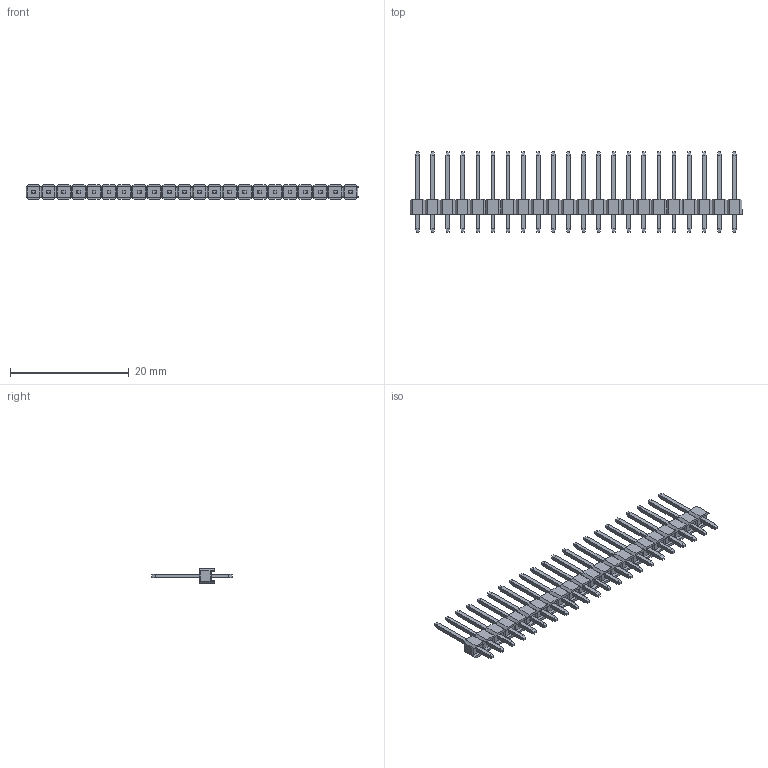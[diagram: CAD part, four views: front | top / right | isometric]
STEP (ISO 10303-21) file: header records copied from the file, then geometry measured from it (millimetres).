
FILE_DESCRIPTION (( 'STEP AP214' ), '1' );
FILE_NAME ('1x22 Male Pin Header.STEP', '2021-11-12T15:31:21', ( 'M.B.I.' ), ( '' ), 'SwSTEP 2.0', '', '' );
FILE_SCHEMA (( 'AUTOMOTIVE_DESIGN' ));
Length unit declared in the file: millimetre
Products named in the file (1): 1x22 Male Pin Header
Bounding box: 55.88 x 13.54 x 2.5 mm (x, y, z)
Volume: 383.7 mm3; surface area: 1522.3 mm2
Topology: 23 solids, 23 shells, 844 faces, 2170 edges, 1372 vertices
Faces by surface type: plane 844
Entity records: 25102 total; most frequent: CARTESIAN_POINT 4387, ORIENTED_EDGE 4340, DIRECTION 3860, VECTOR 2170, LINE 2170, EDGE_CURVE 2170, VERTEX_POINT 1372, EDGE_LOOP 888
